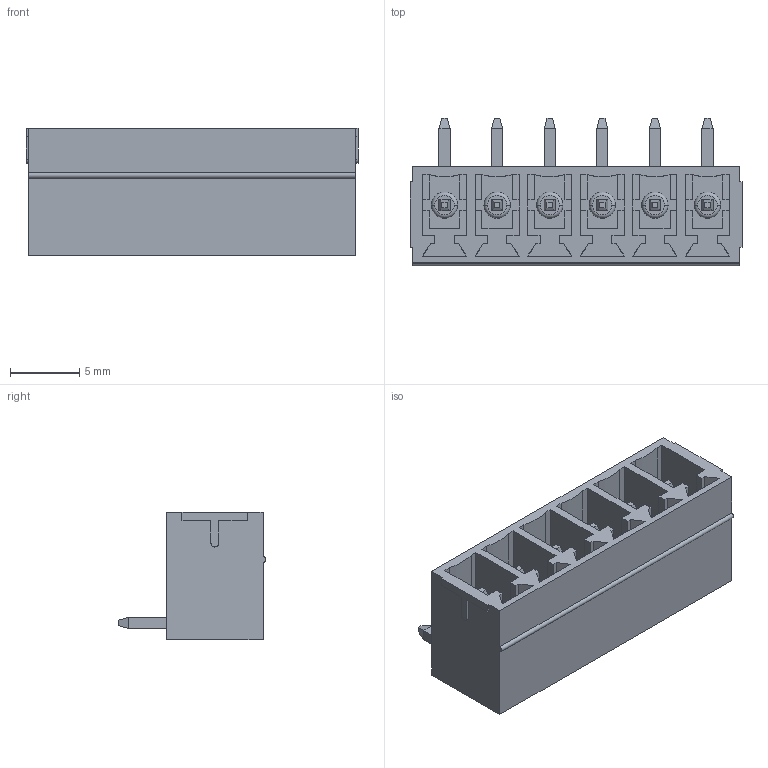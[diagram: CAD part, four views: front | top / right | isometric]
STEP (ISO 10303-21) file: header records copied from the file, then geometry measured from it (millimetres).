
FILE_DESCRIPTION(('STEP AP242'),'1');
FILE_NAME('691322310006.stp','2022-03-26T09:29:51',('TraceParts'),('TraceParts S.A.'),'Spatial InterOp 3D',' ',' ');
FILE_SCHEMA(('AP242_MANAGED_MODEL_BASED_3D_ENGINEERING_MIM_LF {1 0 10303 442 1 1 4}'));
Length unit declared in the file: millimetre
Products named in the file (1): 691322310006_1
Bounding box: 24.05 x 10.7 x 9.2 mm (x, y, z)
Volume: 789.3 mm3; surface area: 2344.9 mm2
Topology: 7 solids, 7 shells, 404 faces, 1080 edges, 696 vertices
Faces by surface type: plane 351, cylinder 41, torus 12
Entity records: 15630 total; most frequent: CARTESIAN_POINT 2187, ORIENTED_EDGE 2160, DIRECTION 2008, EDGE_CURVE 1080, LINE 974, VECTOR 974, VERTEX_POINT 696, AXIS2_PLACEMENT_3D 517
